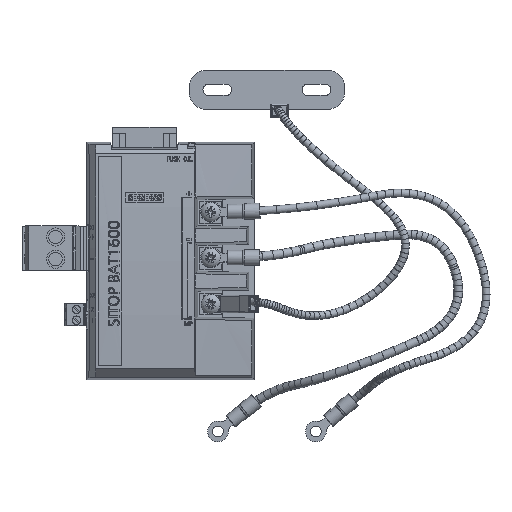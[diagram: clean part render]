
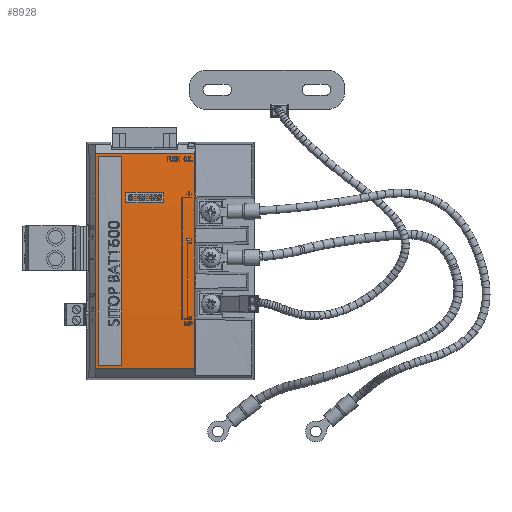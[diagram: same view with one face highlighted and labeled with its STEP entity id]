
A CAD part, top view. The second image highlights one B-rep face of the part: STEP entity #8928.
In plain terms, the highlighted cylindrical face has radius 806 mm (diameter 1612 mm), a partial arc.
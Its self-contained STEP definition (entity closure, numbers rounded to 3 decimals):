
#1021=ELLIPSE('',#42687,807.106,806.);
#1029=ELLIPSE('',#42710,807.106,806.);
#6010=CYLINDRICAL_SURFACE('',#42720,806.);
#8928=ADVANCED_FACE('',(#11239),#6010,.T.);
#11239=FACE_OUTER_BOUND('',#13038,.T.);
#13038=EDGE_LOOP('',(#18385,#18386,#18387,#18388));
#18385=ORIENTED_EDGE('',*,*,#30993,.F.);
#18386=ORIENTED_EDGE('',*,*,#30960,.F.);
#18387=ORIENTED_EDGE('',*,*,#30994,.F.);
#18388=ORIENTED_EDGE('',*,*,#30906,.F.);
#26996=VERTEX_POINT('',#58600);
#27007=VERTEX_POINT('',#58624);
#27048=VERTEX_POINT('',#58740);
#27049=VERTEX_POINT('',#58742);
#30906=EDGE_CURVE('',#27007,#26996,#1021,.T.);
#30960=EDGE_CURVE('',#27048,#27049,#1029,.T.);
#30993=EDGE_CURVE('',#27049,#27007,#35804,.T.);
#30994=EDGE_CURVE('',#26996,#27048,#35805,.T.);
#35804=LINE('',#58799,#39319);
#35805=LINE('',#58800,#39320);
#39319=VECTOR('',#47393,1.);
#39320=VECTOR('',#47394,1.);
#42687=AXIS2_PLACEMENT_3D('',#58625,#47253,#47254);
#42710=AXIS2_PLACEMENT_3D('',#58741,#47343,#47344);
#42720=AXIS2_PLACEMENT_3D('',#58801,#47395,#47396);
#47253=DIRECTION('',(0.999,0.,0.052));
#47254=DIRECTION('',(-0.052,0.,0.999));
#47343=DIRECTION('',(-0.999,0.,0.052));
#47344=DIRECTION('',(-0.052,0.,-0.999));
#47393=DIRECTION('',(1.,0.,0.));
#47394=DIRECTION('',(-1.,0.,0.));
#47395=DIRECTION('',(-1.,0.,0.));
#47396=DIRECTION('',(0.,0.,1.));
#58600=CARTESIAN_POINT('',(49.72,5.019,42.54));
#58624=CARTESIAN_POINT('',(49.72,104.019,42.54));
#58625=CARTESIAN_POINT('',(91.881,54.519,-761.938));
#58740=CARTESIAN_POINT('',(4.219,5.019,42.54));
#58741=CARTESIAN_POINT('',(-37.942,54.519,-761.938));
#58742=CARTESIAN_POINT('',(4.219,104.019,42.54));
#58799=CARTESIAN_POINT('',(30.835,104.019,42.54));
#58800=CARTESIAN_POINT('',(49.72,5.019,42.54));
#58801=CARTESIAN_POINT('',(478.169,54.519,-761.938));
